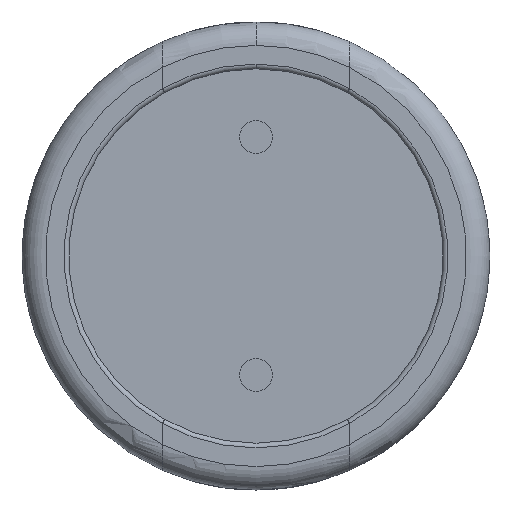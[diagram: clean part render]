
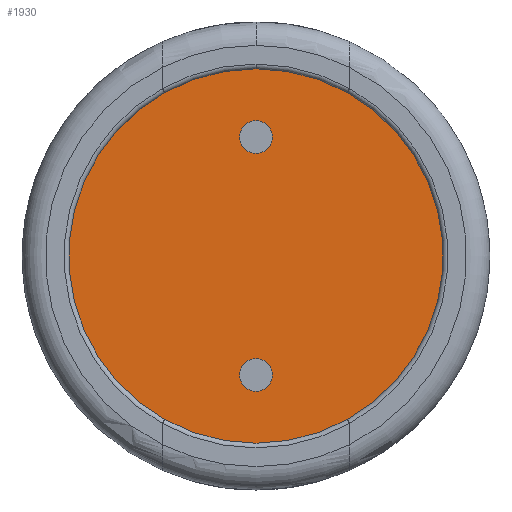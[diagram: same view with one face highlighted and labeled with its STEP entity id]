
A CAD part, front view. The second image highlights one B-rep face of the part: STEP entity #1930.
In plain terms, the highlighted planar face has unit normal (0, -1, 0).
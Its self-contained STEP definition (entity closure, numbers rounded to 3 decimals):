
#9 = ORIENTED_EDGE ( 'NONE', *, *, #2434, .F. ) ;
#83 = DIRECTION ( 'NONE',  ( 0., -1., 0. ) ) ;
#125 = CIRCLE ( 'NONE', #205, 4. ) ;
#134 = CARTESIAN_POINT ( 'NONE',  ( 0., 0.1, 2.54 ) ) ;
#157 = CARTESIAN_POINT ( 'NONE',  ( -1.951, 0.1, 3.492 ) ) ;
#197 = VERTEX_POINT ( 'NONE', #905 ) ;
#205 = AXIS2_PLACEMENT_3D ( 'NONE', #482, #2812, #3049 ) ;
#206 = EDGE_LOOP ( 'NONE', ( #741, #9 ) ) ;
#261 = EDGE_CURVE ( 'NONE', #3050, #1596, #125, .T. ) ;
#284 = EDGE_CURVE ( 'NONE', #1983, #3050, #2215, .T. ) ;
#308 = DIRECTION ( 'NONE',  ( 0., -1., 0. ) ) ;
#325 = AXIS2_PLACEMENT_3D ( 'NONE', #1496, #83, #1910 ) ;
#415 = EDGE_LOOP ( 'NONE', ( #2553, #2071 ) ) ;
#427 = CARTESIAN_POINT ( 'NONE',  ( -1.951, 0.1, -3.492 ) ) ;
#435 = EDGE_CURVE ( 'NONE', #2451, #1983, #2024, .T. ) ;
#482 = CARTESIAN_POINT ( 'NONE',  ( 0., 0.1, 0. ) ) ;
#498 = DIRECTION ( 'NONE',  ( 0., 0., -1. ) ) ;
#609 = DIRECTION ( 'NONE',  ( 0., 0., -1. ) ) ;
#622 = CARTESIAN_POINT ( 'NONE',  ( 0., 0.1, 0. ) ) ;
#666 = EDGE_CURVE ( 'NONE', #2448, #1281, #2813, .T. ) ;
#685 = CARTESIAN_POINT ( 'NONE',  ( 0., 0.1, 2.19 ) ) ;
#714 = EDGE_LOOP ( 'NONE', ( #1187, #1779, #2822, #2938, #1443 ) ) ;
#723 = AXIS2_PLACEMENT_3D ( 'NONE', #828, #1528, #1298 ) ;
#741 = ORIENTED_EDGE ( 'NONE', *, *, #1874, .F. ) ;
#825 = CIRCLE ( 'NONE', #325, 0.35 ) ;
#828 = CARTESIAN_POINT ( 'NONE',  ( 0., 0.1, 2.54 ) ) ;
#869 = CIRCLE ( 'NONE', #723, 0.35 ) ;
#905 = CARTESIAN_POINT ( 'NONE',  ( 0., 0.1, 2.89 ) ) ;
#1096 = DIRECTION ( 'NONE',  ( 0., -1., 0. ) ) ;
#1118 = CARTESIAN_POINT ( 'NONE',  ( 0., 0.1, 0. ) ) ;
#1150 = DIRECTION ( 'NONE',  ( 0., 0., -1. ) ) ;
#1174 = CARTESIAN_POINT ( 'NONE',  ( 0., 0.1, 0. ) ) ;
#1187 = ORIENTED_EDGE ( 'NONE', *, *, #2602, .T. ) ;
#1202 = DIRECTION ( 'NONE',  ( 0., -1., 0. ) ) ;
#1207 = VERTEX_POINT ( 'NONE', #1654 ) ;
#1281 = VERTEX_POINT ( 'NONE', #1441 ) ;
#1298 = DIRECTION ( 'NONE',  ( 0., 0., -1. ) ) ;
#1382 = CIRCLE ( 'NONE', #2157, 0.35 ) ;
#1392 = DIRECTION ( 'NONE',  ( 0., -1., 0. ) ) ;
#1441 = CARTESIAN_POINT ( 'NONE',  ( 0., 0.1, -2.89 ) ) ;
#1443 = ORIENTED_EDGE ( 'NONE', *, *, #261, .T. ) ;
#1460 = FACE_BOUND ( 'NONE', #206, .T. ) ;
#1496 = CARTESIAN_POINT ( 'NONE',  ( 0., 0.1, -2.54 ) ) ;
#1508 = AXIS2_PLACEMENT_3D ( 'NONE', #622, #2014, #2465 ) ;
#1520 = CARTESIAN_POINT ( 'NONE',  ( 0., 0.1, -2.19 ) ) ;
#1528 = DIRECTION ( 'NONE',  ( 0., -1., 0. ) ) ;
#1529 = AXIS2_PLACEMENT_3D ( 'NONE', #2675, #308, #2642 ) ;
#1533 = DIRECTION ( 'NONE',  ( 0., -1., 0. ) ) ;
#1596 = VERTEX_POINT ( 'NONE', #1618 ) ;
#1618 = CARTESIAN_POINT ( 'NONE',  ( 1.951, 0.1, -3.492 ) ) ;
#1654 = CARTESIAN_POINT ( 'NONE',  ( 1.951, 0.1, 3.492 ) ) ;
#1761 = AXIS2_PLACEMENT_3D ( 'NONE', #2965, #1533, #609 ) ;
#1779 = ORIENTED_EDGE ( 'NONE', *, *, #2501, .T. ) ;
#1874 = EDGE_CURVE ( 'NONE', #197, #2848, #869, .T. ) ;
#1910 = DIRECTION ( 'NONE',  ( 0., 0., -1. ) ) ;
#1930 = ADVANCED_FACE ( 'NONE', ( #2754, #2341, #1460 ), #1986, .T. ) ;
#1935 = AXIS2_PLACEMENT_3D ( 'NONE', #2626, #1202, #498 ) ;
#1972 = DIRECTION ( 'NONE',  ( 0., 0., -1. ) ) ;
#1983 = VERTEX_POINT ( 'NONE', #157 ) ;
#1986 = PLANE ( 'NONE',  #1508 ) ;
#2014 = DIRECTION ( 'NONE',  ( 0., -1., 0. ) ) ;
#2024 = CIRCLE ( 'NONE', #1935, 4. ) ;
#2071 = ORIENTED_EDGE ( 'NONE', *, *, #2680, .F. ) ;
#2157 = AXIS2_PLACEMENT_3D ( 'NONE', #134, #2223, #1972 ) ;
#2215 = CIRCLE ( 'NONE', #2801, 4. ) ;
#2223 = DIRECTION ( 'NONE',  ( 0., -1., 0. ) ) ;
#2341 = FACE_OUTER_BOUND ( 'NONE', #714, .T. ) ;
#2434 = EDGE_CURVE ( 'NONE', #2848, #197, #1382, .T. ) ;
#2448 = VERTEX_POINT ( 'NONE', #1520 ) ;
#2451 = VERTEX_POINT ( 'NONE', #2457 ) ;
#2457 = CARTESIAN_POINT ( 'NONE',  ( 0., 0.1, 4. ) ) ;
#2465 = DIRECTION ( 'NONE',  ( 0., 0., -1. ) ) ;
#2501 = EDGE_CURVE ( 'NONE', #1207, #2451, #2644, .T. ) ;
#2553 = ORIENTED_EDGE ( 'NONE', *, *, #666, .F. ) ;
#2602 = EDGE_CURVE ( 'NONE', #1596, #1207, #2750, .T. ) ;
#2626 = CARTESIAN_POINT ( 'NONE',  ( 0., 0.1, 0. ) ) ;
#2642 = DIRECTION ( 'NONE',  ( 0., 0., -1. ) ) ;
#2644 = CIRCLE ( 'NONE', #2972, 4. ) ;
#2675 = CARTESIAN_POINT ( 'NONE',  ( 0., 0.1, 0. ) ) ;
#2680 = EDGE_CURVE ( 'NONE', #1281, #2448, #825, .T. ) ;
#2750 = CIRCLE ( 'NONE', #1529, 4. ) ;
#2754 = FACE_BOUND ( 'NONE', #415, .T. ) ;
#2771 = DIRECTION ( 'NONE',  ( 0., 0., -1. ) ) ;
#2801 = AXIS2_PLACEMENT_3D ( 'NONE', #1174, #1392, #1150 ) ;
#2812 = DIRECTION ( 'NONE',  ( 0., -1., 0. ) ) ;
#2813 = CIRCLE ( 'NONE', #1761, 0.35 ) ;
#2822 = ORIENTED_EDGE ( 'NONE', *, *, #435, .T. ) ;
#2848 = VERTEX_POINT ( 'NONE', #685 ) ;
#2938 = ORIENTED_EDGE ( 'NONE', *, *, #284, .T. ) ;
#2965 = CARTESIAN_POINT ( 'NONE',  ( 0., 0.1, -2.54 ) ) ;
#2972 = AXIS2_PLACEMENT_3D ( 'NONE', #1118, #1096, #2771 ) ;
#3049 = DIRECTION ( 'NONE',  ( 0., 0., -1. ) ) ;
#3050 = VERTEX_POINT ( 'NONE', #427 ) ;
